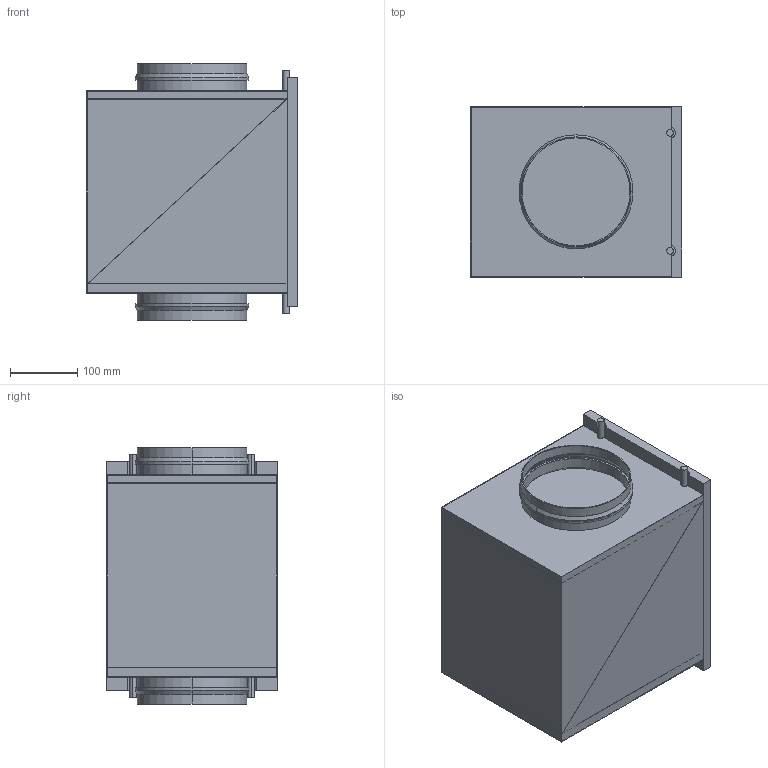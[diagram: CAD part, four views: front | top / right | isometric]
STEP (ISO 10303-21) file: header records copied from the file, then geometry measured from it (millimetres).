
FILE_DESCRIPTION (( 'STEP AP214' ), '1' );
FILE_NAME ('EW-R_160.STEP', '2009-07-21T19:07:14', ( 'Wolfgang Schmidt' ), ( 'WS-KO' ), 'SwSTEP 2.0', 'SolidWorks 2008', '' );
FILE_SCHEMA (( 'AUTOMOTIVE_DESIGN' ));
Length unit declared in the file: millimetre
Products named in the file (1): EW-R_160
Bounding box: 313 x 253 x 380 mm (x, y, z)
Volume: 1972375.9 mm3; surface area: 1510472.8 mm2
Topology: 3 solids, 3 shells, 91 faces, 210 edges, 132 vertices
Faces by surface type: plane 45, cylinder 38, cone 8
Entity records: 2625 total; most frequent: DIRECTION 478, CARTESIAN_POINT 434, ORIENTED_EDGE 420, EDGE_CURVE 210, AXIS2_PLACEMENT_3D 176, VERTEX_POINT 132, VECTOR 126, LINE 126
